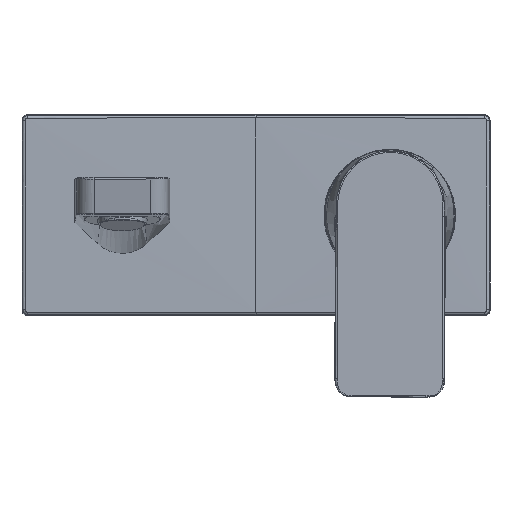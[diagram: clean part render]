
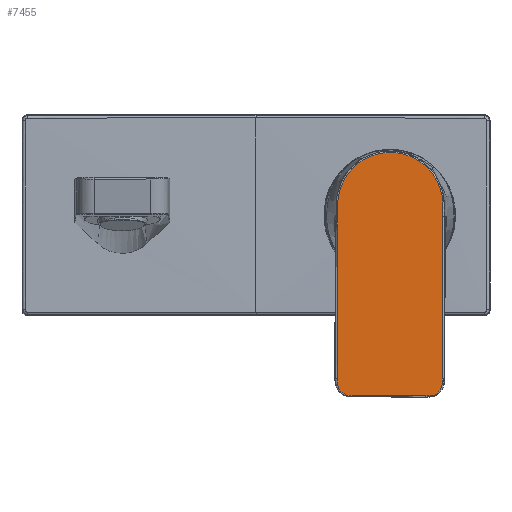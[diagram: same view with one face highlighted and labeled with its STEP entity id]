
A CAD part, top view. The second image highlights one B-rep face of the part: STEP entity #7455.
In plain terms, the highlighted planar face has unit normal (-0.001, -0.013, 1).
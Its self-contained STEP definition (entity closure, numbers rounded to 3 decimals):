
#1 = CARTESIAN_POINT ( 'NONE',  ( -19.262, -64.683, 103.341 ) ) ;
#103 = CARTESIAN_POINT ( 'NONE',  ( -14.372, -67.708, 103.309 ) ) ;
#104 = B_SPLINE_CURVE_WITH_KNOTS ( 'NONE', 3,
 ( #6801, #6010, #2109, #3680, #5229, #4515, #1459, #6080, #7654, #1327, #9926, #4549, #5295, #7583, #3743, #6111, #6139, #9999 ),
 .UNSPECIFIED., .F., .F.,
 ( 4, 2, 2, 2, 2, 2, 2, 2, 4 ),
 ( 0., 0.063, 0.125, 0.188, 0.25, 0.5, 0.625, 0.75, 1. ),
 .UNSPECIFIED. ) ;
#313 = EDGE_CURVE ( 'NONE', #6379, #1504, #104, .T. ) ;
#405 = ORIENTED_EDGE ( 'NONE', *, *, #6932, .F. ) ;
#414 = CARTESIAN_POINT ( 'NONE',  ( 19.827, -30.979, 103.803 ) ) ;
#521 = LINE ( 'NONE', #414, #8351 ) ;
#733 = B_SPLINE_CURVE_WITH_KNOTS ( 'NONE', 3,
 ( #3705, #2911, #1589, #7611, #3925, #1560, #5514, #3110, #7812, #770, #6040, #7032, #9355, #8369, #9165, #4669, #2944, #6235 ),
 .UNSPECIFIED., .F., .F.,
 ( 4, 2, 2, 2, 2, 2, 2, 2, 4 ),
 ( 0., 0.063, 0.125, 0.188, 0.25, 0.5, 0.625, 0.75, 1. ),
 .UNSPECIFIED. ) ;
#770 = CARTESIAN_POINT ( 'NONE',  ( 18.695, 10.986, 104.327 ) ) ;
#795 = AXIS2_PLACEMENT_3D ( 'NONE', #7881, #3212, #5548 ) ;
#1327 = CARTESIAN_POINT ( 'NONE',  ( -18.236, 11.086, 104.29 ) ) ;
#1383 = VERTEX_POINT ( 'NONE', #6127 ) ;
#1459 = CARTESIAN_POINT ( 'NONE',  ( -19.4, 5.366, 104.218 ) ) ;
#1504 = VERTEX_POINT ( 'NONE', #3456 ) ;
#1560 = CARTESIAN_POINT ( 'NONE',  ( 19.87, 4.531, 104.248 ) ) ;
#1589 = CARTESIAN_POINT ( 'NONE',  ( 19.908, 0.88, 104.202 ) ) ;
#2107 = FACE_OUTER_BOUND ( 'NONE', #4963, .T. ) ;
#2109 = CARTESIAN_POINT ( 'NONE',  ( -19.503, 0.986, 104.163 ) ) ;
#2183 = CARTESIAN_POINT ( 'NONE',  ( 18.906, -65.578, 103.37 ) ) ;
#2309 = CARTESIAN_POINT ( 'NONE',  ( 0.018, -67.742, 103.323 ) ) ;
#2529 = VERTEX_POINT ( 'NONE', #9446 ) ;
#2878 = ORIENTED_EDGE ( 'NONE', *, *, #6531, .T. ) ;
#2884 = B_SPLINE_CURVE_WITH_KNOTS ( 'NONE', 3,
 ( #4024, #3993, #9456, #1, #7029, #3890, #7771, #5581, #103, #8589 ),
 .UNSPECIFIED., .F., .F.,
 ( 4, 2, 2, 2, 4 ),
 ( 0., 0.25, 0.5, 0.75, 1. ),
 .UNSPECIFIED. ) ;
#2911 = CARTESIAN_POINT ( 'NONE',  ( 19.908, 0.15, 104.193 ) ) ;
#2944 = CARTESIAN_POINT ( 'NONE',  ( 3.183, 23.282, 104.465 ) ) ;
#3110 = CARTESIAN_POINT ( 'NONE',  ( 19.656, 6.711, 104.275 ) ) ;
#3212 = DIRECTION ( 'NONE',  ( -0.001, -0.013, 1. ) ) ;
#3456 = CARTESIAN_POINT ( 'NONE',  ( 0.262, 23.289, 104.462 ) ) ;
#3619 = DIRECTION ( 'NONE',  ( -0.003, -1., -0.013 ) ) ;
#3655 = B_SPLINE_CURVE_WITH_KNOTS ( 'NONE', 3,
 ( #6917, #3815, #6872, #8404, #2183, #10060, #8373, #3679, #3742, #7652 ),
 .UNSPECIFIED., .F., .F.,
 ( 4, 2, 2, 2, 4 ),
 ( 0., 0.25, 0.5, 0.75, 1. ),
 .UNSPECIFIED. ) ;
#3679 = CARTESIAN_POINT ( 'NONE',  ( 15.283, -67.76, 103.339 ) ) ;
#3680 = CARTESIAN_POINT ( 'NONE',  ( -19.498, 2.447, 104.181 ) ) ;
#3705 = CARTESIAN_POINT ( 'NONE',  ( 19.909, -0.58, 104.184 ) ) ;
#3742 = CARTESIAN_POINT ( 'NONE',  ( 14.408, -67.785, 103.337 ) ) ;
#3743 = CARTESIAN_POINT ( 'NONE',  ( -9.539, 20.767, 104.42 ) ) ;
#3815 = CARTESIAN_POINT ( 'NONE',  ( 19.747, -62.239, 103.412 ) ) ;
#3890 = CARTESIAN_POINT ( 'NONE',  ( -17.673, -66.736, 103.317 ) ) ;
#3925 = CARTESIAN_POINT ( 'NONE',  ( 19.912, 3.071, 104.229 ) ) ;
#3993 = CARTESIAN_POINT ( 'NONE',  ( -19.681, -62.132, 103.373 ) ) ;
#4024 = CARTESIAN_POINT ( 'NONE',  ( -19.675, -61.272, 103.384 ) ) ;
#4256 = EDGE_CURVE ( 'NONE', #9625, #4683, #3655, .T. ) ;
#4515 = CARTESIAN_POINT ( 'NONE',  ( -19.446, 4.636, 104.208 ) ) ;
#4549 = CARTESIAN_POINT ( 'NONE',  ( -14.135, 17.163, 104.371 ) ) ;
#4616 = CARTESIAN_POINT ( 'NONE',  ( 19.746, -61.378, 103.423 ) ) ;
#4637 = DIRECTION ( 'NONE',  ( 1., -0.003, 0.001 ) ) ;
#4669 = CARTESIAN_POINT ( 'NONE',  ( 6.1, 22.617, 104.46 ) ) ;
#4683 = VERTEX_POINT ( 'NONE', #4692 ) ;
#4692 = CARTESIAN_POINT ( 'NONE',  ( 13.548, -67.778, 103.336 ) ) ;
#4851 = VERTEX_POINT ( 'NONE', #8750 ) ;
#4963 = EDGE_LOOP ( 'NONE', ( #9814, #8092, #2878, #5171, #8151, #7759, #405 ) ) ;
#5171 = ORIENTED_EDGE ( 'NONE', *, *, #7436, .T. ) ;
#5229 = CARTESIAN_POINT ( 'NONE',  ( -19.496, 3.177, 104.19 ) ) ;
#5295 = CARTESIAN_POINT ( 'NONE',  ( -13.088, 18.193, 104.385 ) ) ;
#5514 = CARTESIAN_POINT ( 'NONE',  ( 19.828, 5.26, 104.257 ) ) ;
#5548 = DIRECTION ( 'NONE',  ( 1., -0.003, 0.001 ) ) ;
#5581 = CARTESIAN_POINT ( 'NONE',  ( -15.247, -67.678, 103.308 ) ) ;
#6010 = CARTESIAN_POINT ( 'NONE',  ( -19.508, 0.256, 104.154 ) ) ;
#6040 = CARTESIAN_POINT ( 'NONE',  ( 17.376, 13.674, 104.359 ) ) ;
#6080 = CARTESIAN_POINT ( 'NONE',  ( -19.22, 6.816, 104.236 ) ) ;
#6111 = CARTESIAN_POINT ( 'NONE',  ( -5.579, 22.648, 104.448 ) ) ;
#6127 = CARTESIAN_POINT ( 'NONE',  ( -19.675, -61.272, 103.384 ) ) ;
#6139 = CARTESIAN_POINT ( 'NONE',  ( -2.658, 23.298, 104.459 ) ) ;
#6146 = VECTOR ( 'NONE', #8808, 1000. ) ;
#6235 = CARTESIAN_POINT ( 'NONE',  ( 0.262, 23.289, 104.462 ) ) ;
#6379 = VERTEX_POINT ( 'NONE', #9581 ) ;
#6506 = LINE ( 'NONE', #9643, #6146 ) ;
#6531 = EDGE_CURVE ( 'NONE', #6379, #1383, #6506, .T. ) ;
#6801 = CARTESIAN_POINT ( 'NONE',  ( -19.512, -0.474, 104.144 ) ) ;
#6872 = CARTESIAN_POINT ( 'NONE',  ( 19.737, -63.112, 103.401 ) ) ;
#6917 = CARTESIAN_POINT ( 'NONE',  ( 19.746, -61.378, 103.423 ) ) ;
#6932 = EDGE_CURVE ( 'NONE', #4851, #9625, #521, .T. ) ;
#6995 = PLANE ( 'NONE',  #795 ) ;
#7029 = CARTESIAN_POINT ( 'NONE',  ( -18.858, -65.477, 103.332 ) ) ;
#7032 = CARTESIAN_POINT ( 'NONE',  ( 14.626, 17.085, 104.399 ) ) ;
#7242 = VECTOR ( 'NONE', #4637, 1000. ) ;
#7436 = EDGE_CURVE ( 'NONE', #1383, #2529, #2884, .T. ) ;
#7455 = ADVANCED_FACE ( 'NONE', ( #2107 ), #6995, .T. ) ;
#7495 = LINE ( 'NONE', #2309, #7242 ) ;
#7583 = CARTESIAN_POINT ( 'NONE',  ( -10.788, 19.994, 104.409 ) ) ;
#7611 = CARTESIAN_POINT ( 'NONE',  ( 19.911, 2.341, 104.22 ) ) ;
#7652 = CARTESIAN_POINT ( 'NONE',  ( 13.548, -67.778, 103.336 ) ) ;
#7654 = CARTESIAN_POINT ( 'NONE',  ( -19.088, 7.535, 104.245 ) ) ;
#7759 = ORIENTED_EDGE ( 'NONE', *, *, #4256, .F. ) ;
#7771 = CARTESIAN_POINT ( 'NONE',  ( -16.905, -67.19, 103.313 ) ) ;
#7812 = CARTESIAN_POINT ( 'NONE',  ( 19.528, 7.431, 104.283 ) ) ;
#7881 = CARTESIAN_POINT ( 'NONE',  ( 30.542, 23.713, 104.498 ) ) ;
#8092 = ORIENTED_EDGE ( 'NONE', *, *, #313, .F. ) ;
#8151 = ORIENTED_EDGE ( 'NONE', *, *, #8291, .T. ) ;
#8291 = EDGE_CURVE ( 'NONE', #2529, #4683, #7495, .T. ) ;
#8351 = VECTOR ( 'NONE', #3619, 1000. ) ;
#8369 = CARTESIAN_POINT ( 'NONE',  ( 11.295, 19.935, 104.431 ) ) ;
#8373 = CARTESIAN_POINT ( 'NONE',  ( 16.944, -67.281, 103.346 ) ) ;
#8404 = CARTESIAN_POINT ( 'NONE',  ( 19.315, -64.787, 103.38 ) ) ;
#8589 = CARTESIAN_POINT ( 'NONE',  ( -13.512, -67.705, 103.31 ) ) ;
#8750 = CARTESIAN_POINT ( 'NONE',  ( 19.909, -0.58, 104.184 ) ) ;
#8808 = DIRECTION ( 'NONE',  ( -0.003, -1., -0.013 ) ) ;
#9165 = CARTESIAN_POINT ( 'NONE',  ( 10.05, 20.715, 104.44 ) ) ;
#9355 = CARTESIAN_POINT ( 'NONE',  ( 13.584, 18.121, 104.411 ) ) ;
#9446 = CARTESIAN_POINT ( 'NONE',  ( -13.512, -67.705, 103.31 ) ) ;
#9456 = CARTESIAN_POINT ( 'NONE',  ( -19.676, -63.006, 103.362 ) ) ;
#9581 = CARTESIAN_POINT ( 'NONE',  ( -19.512, -0.474, 104.144 ) ) ;
#9625 = VERTEX_POINT ( 'NONE', #4616 ) ;
#9643 = CARTESIAN_POINT ( 'NONE',  ( -19.594, -30.873, 103.764 ) ) ;
#9814 = ORIENTED_EDGE ( 'NONE', *, *, #9971, .T. ) ;
#9926 = CARTESIAN_POINT ( 'NONE',  ( -16.903, 13.766, 104.325 ) ) ;
#9971 = EDGE_CURVE ( 'NONE', #4851, #1504, #733, .T. ) ;
#9999 = CARTESIAN_POINT ( 'NONE',  ( 0.262, 23.289, 104.462 ) ) ;
#10060 = CARTESIAN_POINT ( 'NONE',  ( 17.714, -66.831, 103.353 ) ) ;
